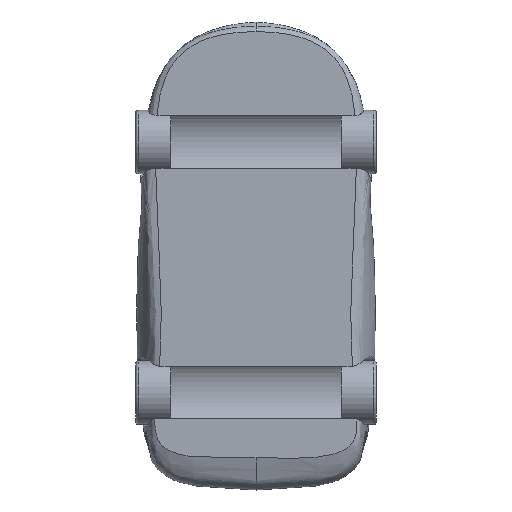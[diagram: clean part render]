
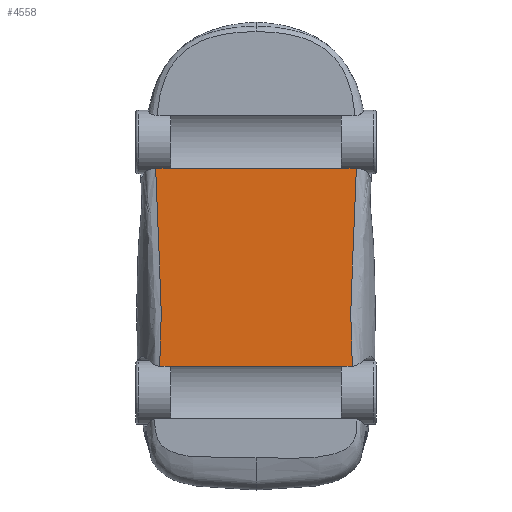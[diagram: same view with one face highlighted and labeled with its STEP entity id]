
A CAD part, front view. The second image highlights one B-rep face of the part: STEP entity #4558.
In plain terms, the highlighted planar face has unit normal (0, 1, 0).
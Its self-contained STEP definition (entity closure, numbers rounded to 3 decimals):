
#4 = CARTESIAN_POINT ( 'NONE',  ( -40.025, 0., 115.5 ) ) ;
#112 = CARTESIAN_POINT ( 'NONE',  ( -39.969, 0., 107.083 ) ) ;
#135 = VERTEX_POINT ( 'NONE', #5717 ) ;
#161 = B_SPLINE_CURVE_WITH_KNOTS ( 'NONE', 3,
 ( #5478, #3825, #8582, #7954, #4035, #7796, #726, #1546, #7188, #112, #4702, #3264, #3932, #4 ),
 .UNSPECIFIED., .F., .F.,
 ( 4, 1, 1, 1, 1, 1, 1, 1, 1, 1, 1, 4 ),
 ( 0.214, 0.219, 0.281, 0.344, 0.406, 0.453, 0.484, 0.5, 0.531, 0.538, 0.563, 0.567 ),
 .UNSPECIFIED. ) ;
#164 = VERTEX_POINT ( 'NONE', #6143 ) ;
#165 = CARTESIAN_POINT ( 'NONE',  ( 38.433, 0., 36.5 ) ) ;
#209 = FACE_OUTER_BOUND ( 'NONE', #2609, .T. ) ;
#526 = DIRECTION ( 'NONE',  ( -1., 0., 0. ) ) ;
#638 = EDGE_CURVE ( 'NONE', #3180, #9998, #10057, .T. ) ;
#726 = CARTESIAN_POINT ( 'NONE',  ( -39.387, 0., 92.393 ) ) ;
#829 = DIRECTION ( 'NONE',  ( -1., 0., 0. ) ) ;
#1407 = CARTESIAN_POINT ( 'NONE',  ( 40.025, 0., 115.5 ) ) ;
#1546 = CARTESIAN_POINT ( 'NONE',  ( -39.71, 0., 98.542 ) ) ;
#1600 = CARTESIAN_POINT ( 'NONE',  ( 40.025, 0., 115.197 ) ) ;
#1607 = EDGE_CURVE ( 'NONE', #1917, #2864, #10124, .T. ) ;
#1654 = CARTESIAN_POINT ( 'NONE',  ( 40.022, 0., 113.37 ) ) ;
#1712 = EDGE_CURVE ( 'NONE', #9998, #164, #161, .T. ) ;
#1731 = ORIENTED_EDGE ( 'NONE', *, *, #6016, .T. ) ;
#1917 = VERTEX_POINT ( 'NONE', #165 ) ;
#2084 = ORIENTED_EDGE ( 'NONE', *, *, #4424, .F. ) ;
#2188 = ORIENTED_EDGE ( 'NONE', *, *, #1712, .T. ) ;
#2269 = CARTESIAN_POINT ( 'NONE',  ( 39.969, 0., 107.083 ) ) ;
#2319 = DIRECTION ( 'NONE',  ( 0., 0., 1. ) ) ;
#2401 = CARTESIAN_POINT ( 'NONE',  ( 40.025, 0., 115.5 ) ) ;
#2428 = CARTESIAN_POINT ( 'NONE',  ( 39.901, 0., 103.606 ) ) ;
#2609 = EDGE_LOOP ( 'NONE', ( #8554, #1731, #3377, #2188, #3426, #6492, #2084, #7766 ) ) ;
#2713 = VECTOR ( 'NONE', #5944, 1000. ) ;
#2864 = VERTEX_POINT ( 'NONE', #2401 ) ;
#2873 = VECTOR ( 'NONE', #8059, 1000. ) ;
#3053 = CARTESIAN_POINT ( 'NONE',  ( 37.983, 0., 43.552 ) ) ;
#3120 = EDGE_CURVE ( 'NONE', #3276, #3747, #8491, .T. ) ;
#3158 = CARTESIAN_POINT ( 'NONE',  ( 38.764, 0., 82.876 ) ) ;
#3180 = VERTEX_POINT ( 'NONE', #6883 ) ;
#3264 = CARTESIAN_POINT ( 'NONE',  ( -40.022, 0., 113.37 ) ) ;
#3276 = VERTEX_POINT ( 'NONE', #8544 ) ;
#3364 = CARTESIAN_POINT ( 'NONE',  ( -39.856, 0., 102.591 ) ) ;
#3377 = ORIENTED_EDGE ( 'NONE', *, *, #638, .T. ) ;
#3426 = ORIENTED_EDGE ( 'NONE', *, *, #4617, .F. ) ;
#3473 = CARTESIAN_POINT ( 'NONE',  ( 0., 0., 36.5 ) ) ;
#3591 = LINE ( 'NONE', #5775, #6206 ) ;
#3747 = VERTEX_POINT ( 'NONE', #8901 ) ;
#3825 = CARTESIAN_POINT ( 'NONE',  ( -38.403, 0., 36.956 ) ) ;
#3932 = CARTESIAN_POINT ( 'NONE',  ( -40.025, 0., 115.197 ) ) ;
#4035 = CARTESIAN_POINT ( 'NONE',  ( -38.02, 0., 70.436 ) ) ;
#4424 = EDGE_CURVE ( 'NONE', #2864, #3276, #7952, .T. ) ;
#4558 = ADVANCED_FACE ( 'NONE', ( #209 ), #8790, .T. ) ;
#4600 = CARTESIAN_POINT ( 'NONE',  ( 37.648, 0., 55.36 ) ) ;
#4617 = EDGE_CURVE ( 'NONE', #3747, #164, #4700, .T. ) ;
#4700 = LINE ( 'NONE', #7852, #8654 ) ;
#4702 = CARTESIAN_POINT ( 'NONE',  ( -40.012, 0., 111.077 ) ) ;
#4758 = CARTESIAN_POINT ( 'NONE',  ( 38.433, 0., 36.5 ) ) ;
#4916 = CARTESIAN_POINT ( 'NONE',  ( 40.025, 0., 115.5 ) ) ;
#5425 = CARTESIAN_POINT ( 'NONE',  ( 39.387, 0., 92.393 ) ) ;
#5478 = CARTESIAN_POINT ( 'NONE',  ( -38.433, 0., 36.5 ) ) ;
#5717 = CARTESIAN_POINT ( 'NONE',  ( 35., 0., 36.5 ) ) ;
#5775 = CARTESIAN_POINT ( 'NONE',  ( 35., 0., 36.5 ) ) ;
#5820 = DIRECTION ( 'NONE',  ( 1., 0., 0. ) ) ;
#5870 = CARTESIAN_POINT ( 'NONE',  ( -35., 0., 36.5 ) ) ;
#5944 = DIRECTION ( 'NONE',  ( -1., 0., 0. ) ) ;
#6016 = EDGE_CURVE ( 'NONE', #135, #3180, #8170, .T. ) ;
#6143 = CARTESIAN_POINT ( 'NONE',  ( -40.025, 0., 115.5 ) ) ;
#6206 = VECTOR ( 'NONE', #5820, 1000. ) ;
#6211 = CARTESIAN_POINT ( 'NONE',  ( 39.71, 0., 98.542 ) ) ;
#6365 = VECTOR ( 'NONE', #526, 1000. ) ;
#6492 = ORIENTED_EDGE ( 'NONE', *, *, #3120, .F. ) ;
#6883 = CARTESIAN_POINT ( 'NONE',  ( -35., 0., 36.5 ) ) ;
#7109 = CARTESIAN_POINT ( 'NONE',  ( -38.433, 0., 36.5 ) ) ;
#7188 = CARTESIAN_POINT ( 'NONE',  ( -39.901, 0., 103.606 ) ) ;
#7406 = EDGE_CURVE ( 'NONE', #135, #1917, #3591, .T. ) ;
#7766 = ORIENTED_EDGE ( 'NONE', *, *, #1607, .F. ) ;
#7796 = CARTESIAN_POINT ( 'NONE',  ( -38.764, 0., 82.876 ) ) ;
#7852 = CARTESIAN_POINT ( 'NONE',  ( -35., 0., 115.5 ) ) ;
#7903 = CARTESIAN_POINT ( 'NONE',  ( 40.012, 0., 111.077 ) ) ;
#7952 = LINE ( 'NONE', #4916, #2873 ) ;
#7954 = CARTESIAN_POINT ( 'NONE',  ( -37.648, 0., 55.36 ) ) ;
#8059 = DIRECTION ( 'NONE',  ( -1., 0., 0. ) ) ;
#8170 = LINE ( 'NONE', #3473, #2713 ) ;
#8490 = AXIS2_PLACEMENT_3D ( 'NONE', #3364, #9404, #2319 ) ;
#8491 = LINE ( 'NONE', #1407, #6365 ) ;
#8544 = CARTESIAN_POINT ( 'NONE',  ( 35., 0., 115.5 ) ) ;
#8554 = ORIENTED_EDGE ( 'NONE', *, *, #7406, .F. ) ;
#8582 = CARTESIAN_POINT ( 'NONE',  ( -37.983, 0., 43.552 ) ) ;
#8633 = CARTESIAN_POINT ( 'NONE',  ( 38.02, 0., 70.436 ) ) ;
#8654 = VECTOR ( 'NONE', #829, 1000. ) ;
#8741 = CARTESIAN_POINT ( 'NONE',  ( 38.403, 0., 36.956 ) ) ;
#8790 = PLANE ( 'NONE',  #8490 ) ;
#8901 = CARTESIAN_POINT ( 'NONE',  ( -35., 0., 115.5 ) ) ;
#9404 = DIRECTION ( 'NONE',  ( 0., 1., 0. ) ) ;
#9406 = CARTESIAN_POINT ( 'NONE',  ( 40.025, 0., 115.5 ) ) ;
#9644 = VECTOR ( 'NONE', #9948, 1000. ) ;
#9948 = DIRECTION ( 'NONE',  ( -1., 0., 0. ) ) ;
#9998 = VERTEX_POINT ( 'NONE', #7109 ) ;
#10057 = LINE ( 'NONE', #5870, #9644 ) ;
#10124 = B_SPLINE_CURVE_WITH_KNOTS ( 'NONE', 3,
 ( #4758, #8741, #3053, #4600, #8633, #3158, #5425, #6211, #2428, #2269, #7903, #1654, #1600, #9406 ),
 .UNSPECIFIED., .F., .F.,
 ( 4, 1, 1, 1, 1, 1, 1, 1, 1, 1, 1, 4 ),
 ( 0.214, 0.219, 0.281, 0.344, 0.406, 0.453, 0.484, 0.5, 0.531, 0.538, 0.563, 0.567 ),
 .UNSPECIFIED. ) ;
